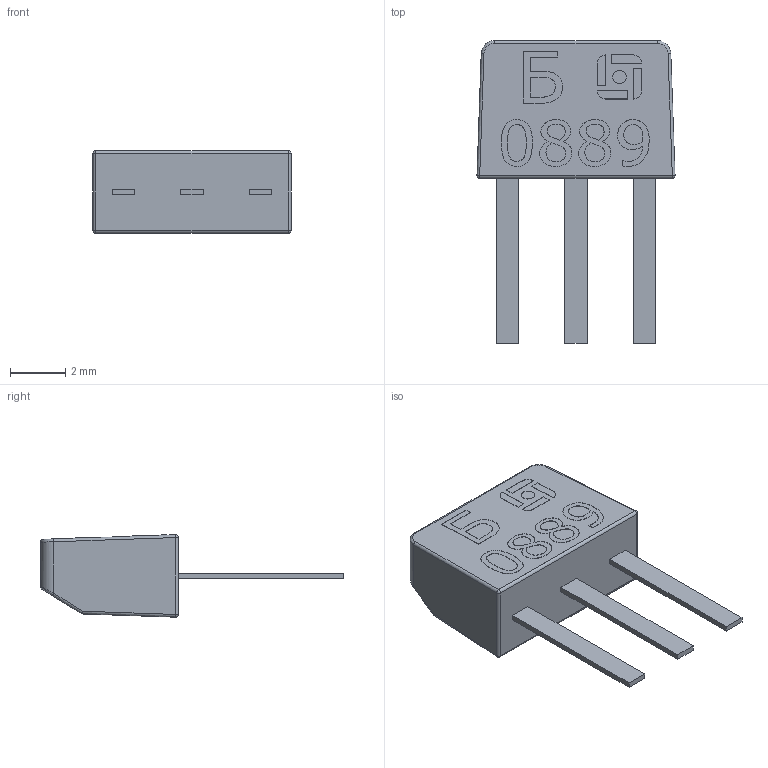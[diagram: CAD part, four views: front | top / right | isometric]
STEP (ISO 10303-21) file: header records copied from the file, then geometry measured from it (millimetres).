
FILE_DESCRIPTION (( 'STEP AP214' ), '1' );
FILE_NAME ('User Library-KT315.STEP', '2014-03-13T06:18:11', ( 'Windows User' ), ( '' ), 'SwSTEP 2.0', 'SolidWorks 2014', '' );
FILE_SCHEMA (( 'AUTOMOTIVE_DESIGN' ));
Length unit declared in the file: millimetre
Products named in the file (1): User Library-KT315
Bounding box: 7.19 x 11 x 2.99 mm (x, y, z)
Volume: 97.4 mm3; surface area: 166.3 mm2
Topology: 1 solids, 1 shells, 178 faces, 442 edges, 282 vertices
Faces by surface type: bspline 78, plane 67, cylinder 25, sphere 8
Entity records: 10099 total; most frequent: CARTESIAN_POINT 4953, ORIENTED_EDGE 876, DIRECTION 532, EDGE_CURVE 438, VERTEX_POINT 282, VECTOR 234, LINE 234, EDGE_LOOP 198
